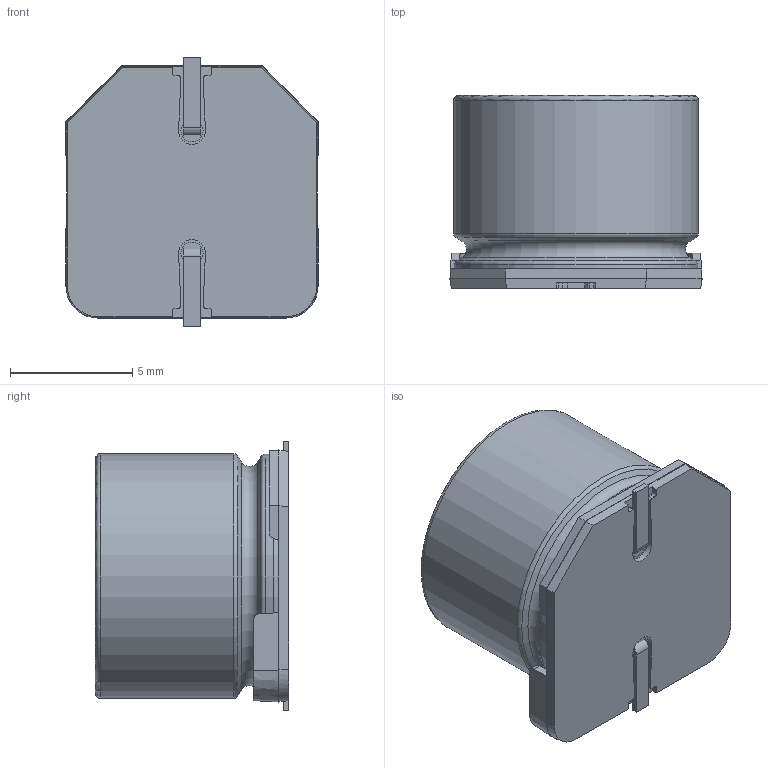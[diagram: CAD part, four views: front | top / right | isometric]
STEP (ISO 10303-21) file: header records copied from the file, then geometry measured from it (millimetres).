
FILE_DESCRIPTION(/* description */ ('STEP AP214'),/* implementation_level */ '2;1');
FILE_NAME(/* name */ '10 SIZE CODE F8',/* time_stamp */ '2021-04-03T14:24:54',/* author */ ('‘SŽÐ•W�€PC�iver1803�j'),/* organization */ ('ﾃpﾃiﾃ\ﾃjﾃbﾃNﾊﾔﾎﾮﾉ￯ﾎ￐'),/* preprocessor_version */ '5.0.0 (framework 5.0.0.202006301418)',/* originating_system */ 'IDA-STEP',/* authorization */ '');
FILE_SCHEMA(('AP242_MANAGED_MODEL_BASED_3D_ENGINEERING_MIM'));
Length unit declared in the file: millimetre
Products named in the file (1): F8
Bounding box: 10.3 x 7.9 x 11 mm (x, y, z)
Surface area: 590.4 mm2 (no closed solid volume)
Topology: 0 solids, 6 shells, 95 faces, 274 edges, 186 vertices
Faces by surface type: plane 56, cylinder 28, cone 6, torus 5
Full cylindrical faces by diameter (mm): 9.95 x1, 10 x1
Entity records: 4215 total; most frequent: CARTESIAN_POINT 731, ORIENTED_EDGE 501, DIRECTION 477, EDGE_CURVE 264, VERTEX_POINT 185, VECTOR 175, LINE 175, AXIS2_PLACEMENT_3D 151
